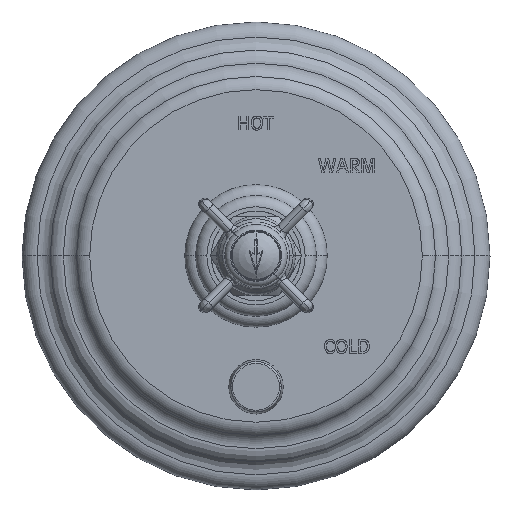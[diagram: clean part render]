
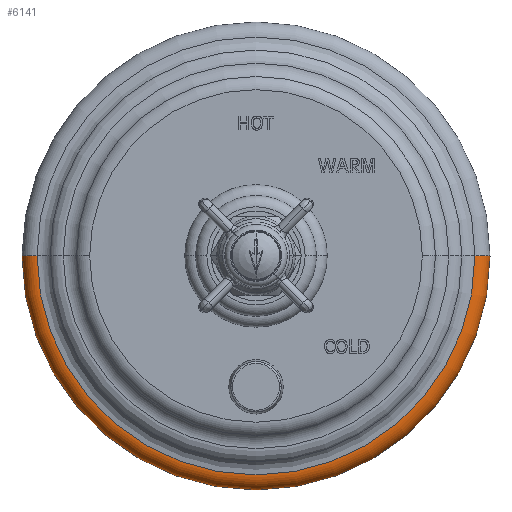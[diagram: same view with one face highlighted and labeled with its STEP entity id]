
A CAD part, top view. The second image highlights one B-rep face of the part: STEP entity #6141.
In plain terms, the highlighted toroidal (fillet/blend) face has major radius 92.075 mm and minor radius 6.35 mm.
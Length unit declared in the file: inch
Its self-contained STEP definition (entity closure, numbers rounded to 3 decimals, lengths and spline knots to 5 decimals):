
#2=CARTESIAN_POINT('',(0.,0.,0.));
#3=DIRECTION('',(0.,0.,-1.));
#4=DIRECTION('',(1.,0.,0.));
#5=AXIS2_PLACEMENT_3D('',#2,#3,#4);
#12=CARTESIAN_POINT('',(3.625,0.,0.));
#13=DIRECTION('',(0.,-1.,0.));
#14=DIRECTION('',(1.,0.,0.));
#15=AXIS2_PLACEMENT_3D('',#12,#13,#14);
#17=CARTESIAN_POINT('',(-3.625,0.,0.));
#18=DIRECTION('',(0.,1.,0.));
#19=DIRECTION('',(-1.,0.,0.));
#20=AXIS2_PLACEMENT_3D('',#17,#18,#19);
#37=CARTESIAN_POINT('',(0.,0.,0.25));
#38=DIRECTION('',(0.,0.,-1.));
#39=DIRECTION('',(1.,0.,0.));
#40=AXIS2_PLACEMENT_3D('',#37,#38,#39);
#5201=CARTESIAN_POINT('',(3.625,0.,0.25));
#5203=VERTEX_POINT('',#5201);
#5211=CARTESIAN_POINT('',(-3.625,0.,0.25));
#5213=VERTEX_POINT('',#5211);
#5673=CARTESIAN_POINT('',(3.875,0.,0.));
#5674=CARTESIAN_POINT('',(-3.875,0.,0.));
#5675=VERTEX_POINT('',#5673);
#5676=VERTEX_POINT('',#5674);
#6126=CARTESIAN_POINT('',(0.,0.,0.));
#6127=DIRECTION('',(0.,0.,-1.));
#6128=DIRECTION('',(-1.,0.,0.));
#6129=AXIS2_PLACEMENT_3D('',#6126,#6127,#6128);
#6130=TOROIDAL_SURFACE('',#6129,3.625,0.25);
#6132=ORIENTED_EDGE('',*,*,#6131,.T.);
#6134=ORIENTED_EDGE('',*,*,#6133,.T.);
#6136=ORIENTED_EDGE('',*,*,#6135,.F.);
#6138=ORIENTED_EDGE('',*,*,#6137,.F.);
#6139=EDGE_LOOP('',(#6132,#6134,#6136,#6138));
#6140=FACE_OUTER_BOUND('',#6139,.F.);
#6141=ADVANCED_FACE('',(#6140),#6130,.T.);
#6=CIRCLE('',#5,3.875);
#16=CIRCLE('',#15,0.25);
#21=CIRCLE('',#20,0.25);
#41=CIRCLE('',#40,3.625);
#6131=EDGE_CURVE('',#5675,#5676,#6,.T.);
#6133=EDGE_CURVE('',#5676,#5213,#21,.T.);
#6135=EDGE_CURVE('',#5203,#5213,#41,.T.);
#6137=EDGE_CURVE('',#5675,#5203,#16,.T.);
